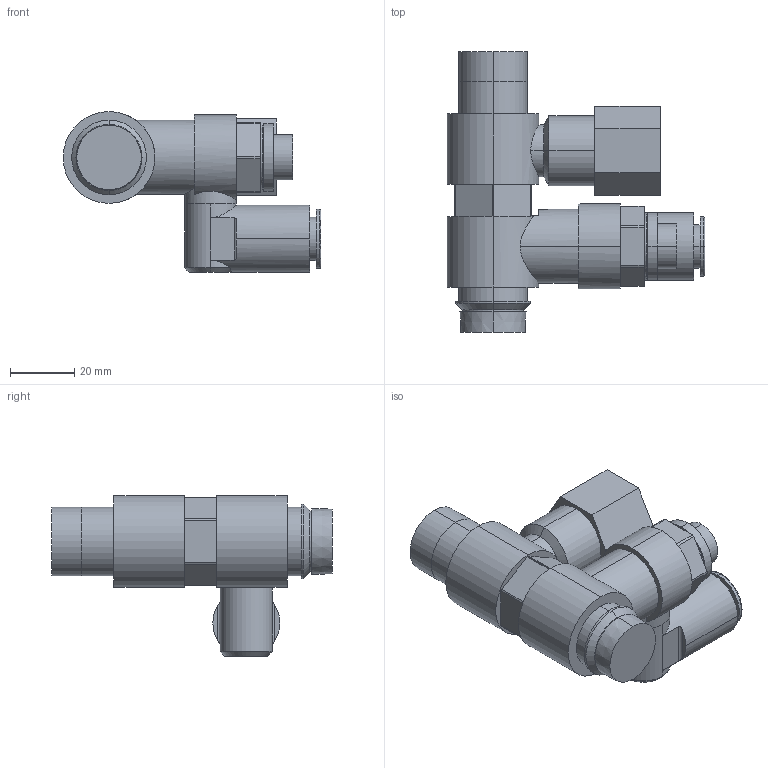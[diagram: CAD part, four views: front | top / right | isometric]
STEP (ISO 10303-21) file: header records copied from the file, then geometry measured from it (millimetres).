
FILE_DESCRIPTION (( 'STEP AP214' ), '1' );
FILE_NAME ('ASP630F-U04-12-X352.STEP', '2015-12-04T08:01:43', ( 'SONIC' ), ( 'UNITCOM PC' ), 'SwSTEP 2.0', 'SolidWorks 2015', '' );
FILE_SCHEMA (( 'AUTOMOTIVE_DESIGN' ));
Length unit declared in the file: millimetre
Products named in the file (3): ASP630F-U04-12-X352; ASP630F-U04-12-X352_Uni Arm_6-04-12; ASP630F-U04-12-X352_Body
Assembly tree (2 placements, depth 2):
  ASP630F-U04-12-X352
    ASP630F-U04-12-X352_Body
    ASP630F-U04-12-X352_Uni Arm_6-04-12
Bounding box: 80.35 x 87.5 x 50.15 mm (x, y, z)
Volume: 83390.1 mm3; surface area: 23042.5 mm2
Topology: 3 solids, 3 shells, 151 faces, 354 edges, 223 vertices
Faces by surface type: cylinder 67, plane 55, cone 15, torus 12, bspline 2
Entity records: 4864 total; most frequent: CARTESIAN_POINT 1226, DIRECTION 788, ORIENTED_EDGE 700, EDGE_CURVE 350, AXIS2_PLACEMENT_3D 318, VERTEX_POINT 223, EDGE_LOOP 171, CIRCLE 164
